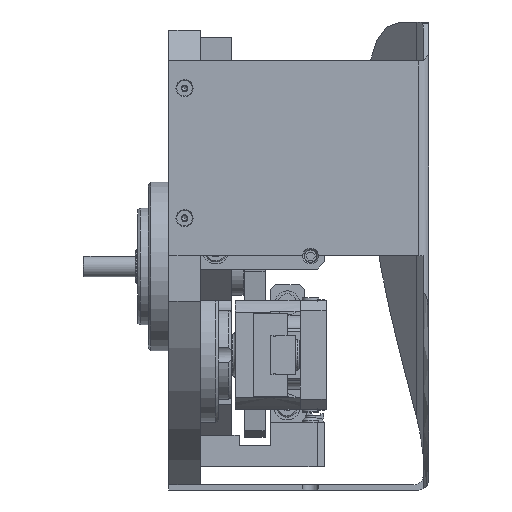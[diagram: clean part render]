
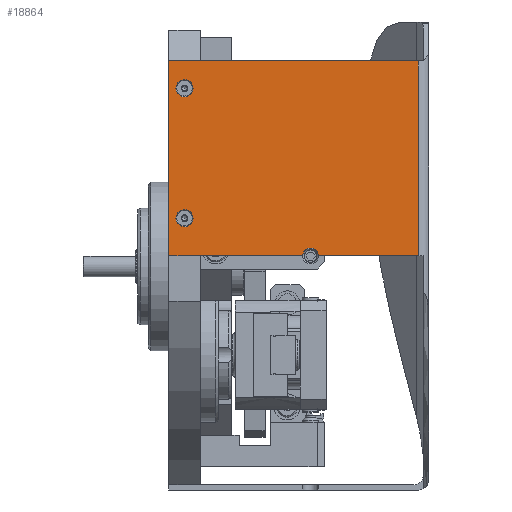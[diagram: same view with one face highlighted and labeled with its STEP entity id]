
A CAD part, front view. The second image highlights one B-rep face of the part: STEP entity #18864.
In plain terms, the highlighted face is planar.
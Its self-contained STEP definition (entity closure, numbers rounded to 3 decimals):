
#1419=PLANE('',#21820);
#2448=LINE('',#33252,#3510);
#2449=LINE('',#33255,#3511);
#2450=LINE('',#33257,#3512);
#2451=LINE('',#33259,#3513);
#2452=LINE('',#33263,#3514);
#3510=VECTOR('',#27542,1000.);
#3511=VECTOR('',#27543,1000.);
#3512=VECTOR('',#27544,1000.);
#3513=VECTOR('',#27545,1000.);
#3514=VECTOR('',#27548,1000.);
#7771=ORIENTED_EDGE('',*,*,#10174,.T.);
#7772=ORIENTED_EDGE('',*,*,#10175,.T.);
#7773=ORIENTED_EDGE('',*,*,#10176,.F.);
#7774=ORIENTED_EDGE('',*,*,#10177,.F.);
#7775=ORIENTED_EDGE('',*,*,#10178,.T.);
#7776=ORIENTED_EDGE('',*,*,#10179,.F.);
#7777=ORIENTED_EDGE('',*,*,#10180,.F.);
#7778=ORIENTED_EDGE('',*,*,#10181,.F.);
#10174=EDGE_CURVE('',#11943,#11943,#13051,.T.);
#10175=EDGE_CURVE('',#11944,#11944,#13052,.T.);
#10176=EDGE_CURVE('',#11945,#11946,#2448,.T.);
#10177=EDGE_CURVE('',#11947,#11945,#2449,.T.);
#10178=EDGE_CURVE('',#11947,#11948,#2450,.T.);
#10179=EDGE_CURVE('',#11949,#11948,#2451,.T.);
#10180=EDGE_CURVE('',#11950,#11949,#13053,.T.);
#10181=EDGE_CURVE('',#11946,#11950,#2452,.T.);
#11943=VERTEX_POINT('',#33249);
#11944=VERTEX_POINT('',#33251);
#11945=VERTEX_POINT('',#33253);
#11946=VERTEX_POINT('',#33254);
#11947=VERTEX_POINT('',#33256);
#11948=VERTEX_POINT('',#33258);
#11949=VERTEX_POINT('',#33260);
#11950=VERTEX_POINT('',#33262);
#13051=CIRCLE('',#21821,3.3);
#13052=CIRCLE('',#21822,3.3);
#13053=CIRCLE('',#21823,3.);
#15088=EDGE_LOOP('',(#7771));
#15089=EDGE_LOOP('',(#7772));
#15090=EDGE_LOOP('',(#7773,#7774,#7775,#7776,#7777,#7778));
#17201=FACE_BOUND('',#15088,.T.);
#17202=FACE_BOUND('',#15089,.T.);
#17203=FACE_BOUND('',#15090,.T.);
#18864=ADVANCED_FACE('',(#17201,#17202,#17203),#1419,.F.);
#21820=AXIS2_PLACEMENT_3D('',#33247,#27536,#27537);
#21821=AXIS2_PLACEMENT_3D('',#33248,#27538,#27539);
#21822=AXIS2_PLACEMENT_3D('',#33250,#27540,#27541);
#21823=AXIS2_PLACEMENT_3D('',#33261,#27546,#27547);
#27536=DIRECTION('',(0.,0.,-1.));
#27537=DIRECTION('',(-1.,0.,0.));
#27538=DIRECTION('',(0.,0.,-1.));
#27539=DIRECTION('',(-1.,0.,0.));
#27540=DIRECTION('',(0.,0.,-1.));
#27541=DIRECTION('',(-1.,0.,0.));
#27542=DIRECTION('',(1.,0.,0.));
#27543=DIRECTION('',(0.,1.,0.));
#27544=DIRECTION('',(1.,0.,0.));
#27545=DIRECTION('',(0.,-1.,0.));
#27546=DIRECTION('',(0.,0.,1.));
#27547=DIRECTION('',(1.,0.,0.));
#27548=DIRECTION('',(0.,-1.,0.));
#33247=CARTESIAN_POINT('',(-165.1,100.,0.));
#33248=CARTESIAN_POINT('',(-154.6,6.,0.));
#33249=CARTESIAN_POINT('',(-157.9,6.,0.));
#33250=CARTESIAN_POINT('',(-104.6,6.,0.));
#33251=CARTESIAN_POINT('',(-107.9,6.,0.));
#33252=CARTESIAN_POINT('',(-180.,96.,0.));
#33253=CARTESIAN_POINT('',(-165.1,96.,0.));
#33254=CARTESIAN_POINT('',(-90.1,96.,0.));
#33255=CARTESIAN_POINT('',(-165.1,-2.,0.));
#33256=CARTESIAN_POINT('',(-165.1,0.,0.));
#33257=CARTESIAN_POINT('',(-165.1,0.,0.));
#33258=CARTESIAN_POINT('',(-90.1,0.,0.));
#33259=CARTESIAN_POINT('',(-90.1,51.5,0.));
#33260=CARTESIAN_POINT('',(-90.1,51.5,0.));
#33261=CARTESIAN_POINT('',(-90.1,54.5,0.));
#33262=CARTESIAN_POINT('',(-90.1,57.5,0.));
#33263=CARTESIAN_POINT('',(-90.1,98.,0.));
